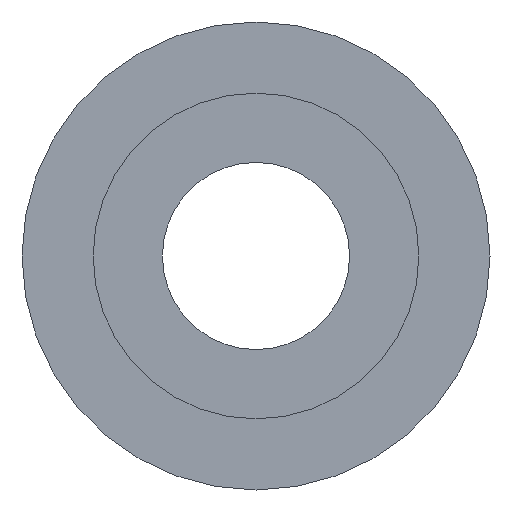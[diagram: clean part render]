
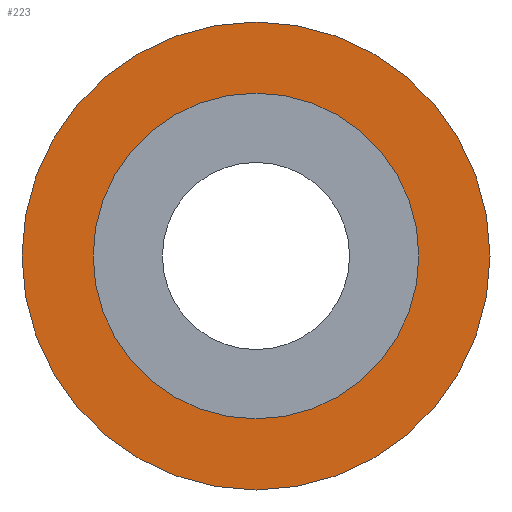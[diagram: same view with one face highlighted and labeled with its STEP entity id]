
A CAD part, front view. The second image highlights one B-rep face of the part: STEP entity #223.
In plain terms, the highlighted planar face has unit normal (0, -1, 0).
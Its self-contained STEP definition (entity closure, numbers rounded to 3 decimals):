
#17=FACE_BOUND('',#49,.T.);
#26=PLANE('',#267);
#35=FACE_OUTER_BOUND('',#48,.T.);
#48=EDGE_LOOP('',(#180,#181));
#49=EDGE_LOOP('',(#182,#183));
#88=CIRCLE('',#264,26.1);
#89=CIRCLE('',#265,26.1);
#91=CIRCLE('',#268,37.5);
#92=CIRCLE('',#269,37.5);
#111=VERTEX_POINT('',#393);
#112=VERTEX_POINT('',#395);
#113=VERTEX_POINT('',#400);
#114=VERTEX_POINT('',#401);
#138=EDGE_CURVE('',#112,#111,#88,.T.);
#139=EDGE_CURVE('',#111,#112,#89,.T.);
#141=EDGE_CURVE('',#113,#114,#91,.T.);
#142=EDGE_CURVE('',#114,#113,#92,.T.);
#180=ORIENTED_EDGE('',*,*,#141,.F.);
#181=ORIENTED_EDGE('',*,*,#142,.F.);
#182=ORIENTED_EDGE('',*,*,#138,.T.);
#183=ORIENTED_EDGE('',*,*,#139,.T.);
#223=ADVANCED_FACE('',(#35,#17),#26,.T.);
#264=AXIS2_PLACEMENT_3D('',#396,#322,#323);
#265=AXIS2_PLACEMENT_3D('',#397,#324,#325);
#267=AXIS2_PLACEMENT_3D('',#399,#328,#329);
#268=AXIS2_PLACEMENT_3D('',#402,#330,#331);
#269=AXIS2_PLACEMENT_3D('',#403,#332,#333);
#322=DIRECTION('center_axis',(0.,1.,0.));
#323=DIRECTION('ref_axis',(1.,0.,0.));
#324=DIRECTION('center_axis',(0.,1.,0.));
#325=DIRECTION('ref_axis',(1.,0.,0.));
#328=DIRECTION('center_axis',(0.,-1.,0.));
#329=DIRECTION('ref_axis',(0.,0.,-1.));
#330=DIRECTION('center_axis',(0.,1.,0.));
#331=DIRECTION('ref_axis',(1.,0.,0.));
#332=DIRECTION('center_axis',(0.,1.,0.));
#333=DIRECTION('ref_axis',(1.,0.,0.));
#393=CARTESIAN_POINT('',(26.1,0.,0.));
#395=CARTESIAN_POINT('',(-26.1,0.,0.));
#396=CARTESIAN_POINT('Origin',(0.,0.,0.));
#397=CARTESIAN_POINT('Origin',(0.,0.,0.));
#399=CARTESIAN_POINT('Origin',(-37.5,0.,0.));
#400=CARTESIAN_POINT('',(-37.5,0.,0.));
#401=CARTESIAN_POINT('',(37.5,0.,0.));
#402=CARTESIAN_POINT('Origin',(0.,0.,0.));
#403=CARTESIAN_POINT('Origin',(0.,0.,0.));
